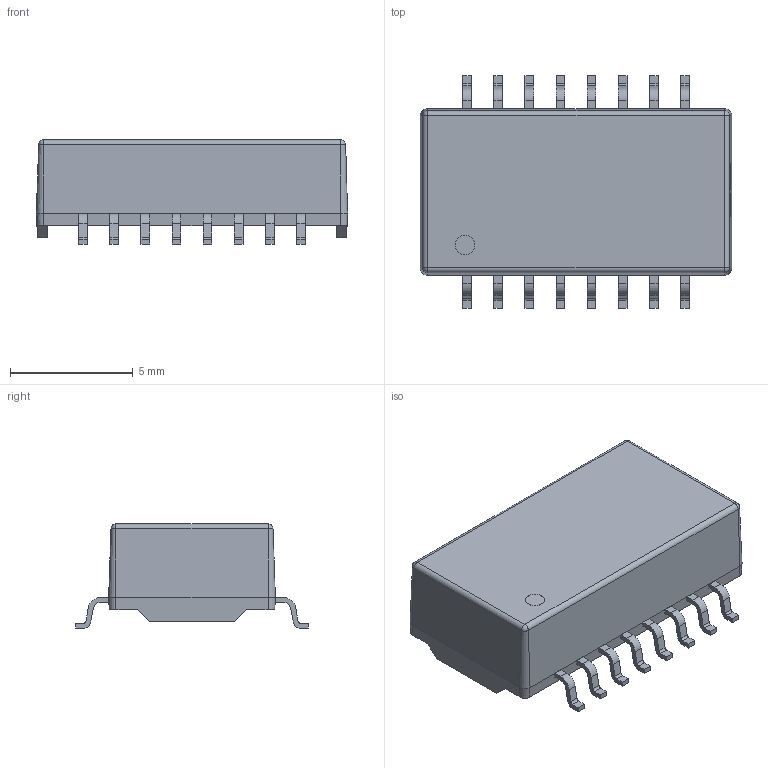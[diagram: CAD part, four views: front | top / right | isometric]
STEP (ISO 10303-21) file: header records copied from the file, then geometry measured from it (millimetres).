
FILE_DESCRIPTION (( 'STEP AP214' ), '1' );
FILE_NAME ('XFMR-SMD_16P-L12.7-W6.8-P1.27-LS9.5.STEP', '2024-05-24T05:36:37', ( 'PC' ), ( 'Microsoft' ), 'SwSTEP 2.0', 'SolidWorks 2020', '' );
FILE_SCHEMA (( 'AUTOMOTIVE_DESIGN' ));
Length unit declared in the file: millimetre
Products named in the file (1): XFMR-SMD_16P-L12.7-W6.8-P1.27-LS9.5
Bounding box: 12.7 x 9.5 x 4.25 mm (x, y, z)
Volume: 264.5 mm3; surface area: 360.7 mm2
Topology: 1 solids, 1 shells, 473 faces, 1289 edges, 854 vertices
Faces by surface type: plane 293, bspline 98, cylinder 70, cone 8, torus 4
Entity records: 20600 total; most frequent: CARTESIAN_POINT 3923, ORIENTED_EDGE 2578, DIRECTION 1997, EDGE_CURVE 1289, VECTOR 933, LINE 933, VERTEX_POINT 854, AXIS2_PLACEMENT_3D 532
